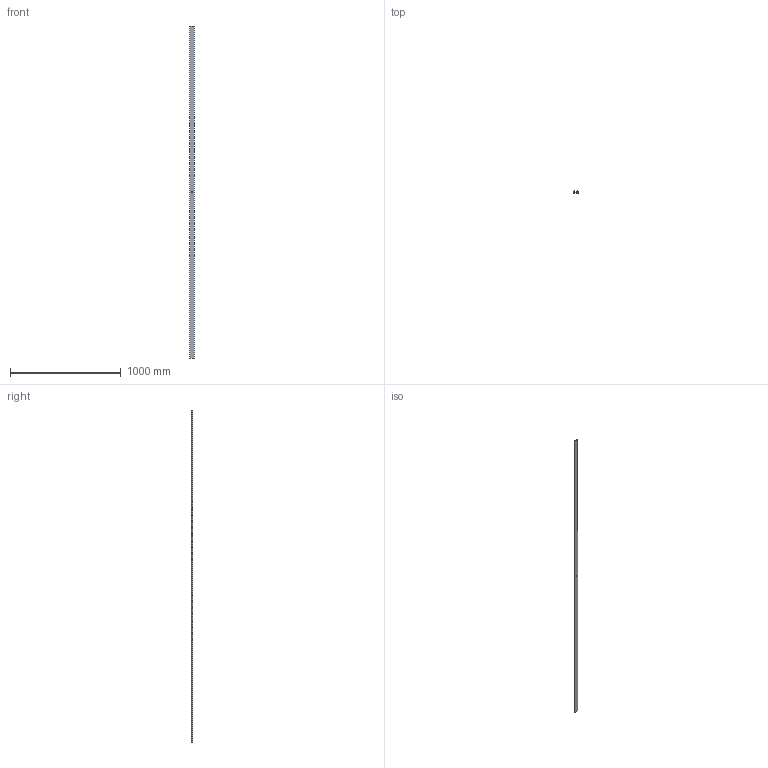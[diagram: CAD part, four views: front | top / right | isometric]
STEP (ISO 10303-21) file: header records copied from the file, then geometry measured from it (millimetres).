
FILE_DESCRIPTION (( 'STEP AP203' ), '1' );
FILE_NAME ('2303.step', '2022-04-29T09:01:49', ( '' ), ( '' ), 'SwSTEP 2.0', 'SolidWorks 2018', '' );
FILE_SCHEMA (( 'CONFIG_CONTROL_DESIGN' ));
Length unit declared in the file: millimetre
Products named in the file (1): 2303
Bounding box: 40 x 13 x 3000 mm (x, y, z)
Volume: 1045618.7 mm3; surface area: 337954.7 mm2
Topology: 1 solids, 1 shells, 226 faces, 621 edges, 414 vertices
Faces by surface type: plane 113, bspline 111, cylinder 2
Entity records: 12304 total; most frequent: CARTESIAN_POINT 7237, ORIENTED_EDGE 1242, DIRECTION 635, EDGE_CURVE 621, VERTEX_POINT 414, LINE 395, VECTOR 395, EDGE_LOOP 243
